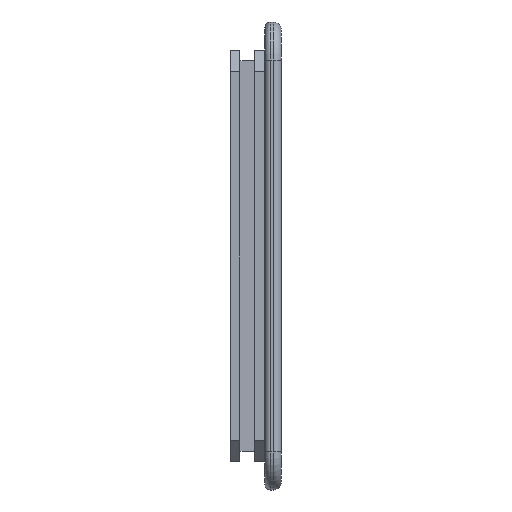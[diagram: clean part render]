
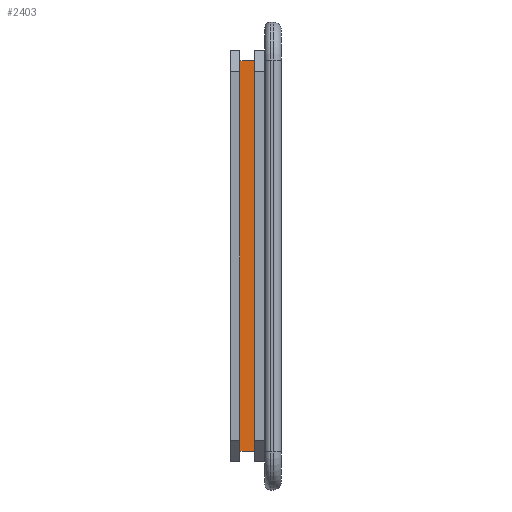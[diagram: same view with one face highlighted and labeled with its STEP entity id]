
A CAD part, left-side view. The second image highlights one B-rep face of the part: STEP entity #2403.
In plain terms, the highlighted planar face has unit normal (-1, 0, 0).
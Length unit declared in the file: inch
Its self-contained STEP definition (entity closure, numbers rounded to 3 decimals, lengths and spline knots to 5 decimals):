
#248 = CARTESIAN_POINT ( 'NONE',  ( 0.0715, 0.049, -0.0715 ) ) ;
#289 = VERTEX_POINT ( 'NONE', #1215 ) ;
#291 = DIRECTION ( 'NONE',  ( 0., 0., 1. ) ) ;
#294 = CARTESIAN_POINT ( 'NONE',  ( 0.0715, 0.049, -0.7885 ) ) ;
#506 = VECTOR ( 'NONE', #1328, 39.37008 ) ;
#533 = CARTESIAN_POINT ( 'NONE',  ( 0.0715, 0.076, -0.7885 ) ) ;
#703 = LINE ( 'NONE', #294, #1547 ) ;
#880 = PLANE ( 'NONE',  #2461 ) ;
#1089 = ORIENTED_EDGE ( 'NONE', *, *, #1251, .T. ) ;
#1215 = CARTESIAN_POINT ( 'NONE',  ( 0.0715, 0.076, -0.0715 ) ) ;
#1251 = EDGE_CURVE ( 'NONE', #3046, #289, #1998, .T. ) ;
#1286 = VECTOR ( 'NONE', #1738, 39.37008 ) ;
#1328 = DIRECTION ( 'NONE',  ( 0., 0., 1. ) ) ;
#1547 = VECTOR ( 'NONE', #3216, 39.37008 ) ;
#1738 = DIRECTION ( 'NONE',  ( 0., 1., 0. ) ) ;
#1839 = LINE ( 'NONE', #533, #506 ) ;
#1842 = VECTOR ( 'NONE', #2973, 39.37008 ) ;
#1946 = EDGE_CURVE ( 'NONE', #2939, #3046, #703, .T. ) ;
#1998 = LINE ( 'NONE', #2754, #1286 ) ;
#2081 = EDGE_CURVE ( 'NONE', #2939, #2860, #2759, .T. ) ;
#2169 = CARTESIAN_POINT ( 'NONE',  ( 0.0715, 0.049, -0.7885 ) ) ;
#2361 = EDGE_CURVE ( 'NONE', #2860, #289, #1839, .T. ) ;
#2403 = ADVANCED_FACE ( 'NONE', ( #3262 ), #880, .T. ) ;
#2426 = CARTESIAN_POINT ( 'NONE',  ( 0.0715, 0.049, -0.7885 ) ) ;
#2431 = ORIENTED_EDGE ( 'NONE', *, *, #2081, .F. ) ;
#2461 = AXIS2_PLACEMENT_3D ( 'NONE', #2426, #2725, #291 ) ;
#2675 = EDGE_LOOP ( 'NONE', ( #3062, #2431, #2811, #1089 ) ) ;
#2725 = DIRECTION ( 'NONE',  ( -1., 0., 0. ) ) ;
#2754 = CARTESIAN_POINT ( 'NONE',  ( 0.0715, 0.049, -0.0715 ) ) ;
#2759 = LINE ( 'NONE', #3231, #1842 ) ;
#2811 = ORIENTED_EDGE ( 'NONE', *, *, #1946, .T. ) ;
#2860 = VERTEX_POINT ( 'NONE', #3224 ) ;
#2939 = VERTEX_POINT ( 'NONE', #2169 ) ;
#2973 = DIRECTION ( 'NONE',  ( 0., 1., 0. ) ) ;
#3046 = VERTEX_POINT ( 'NONE', #248 ) ;
#3062 = ORIENTED_EDGE ( 'NONE', *, *, #2361, .F. ) ;
#3216 = DIRECTION ( 'NONE',  ( 0., 0., 1. ) ) ;
#3224 = CARTESIAN_POINT ( 'NONE',  ( 0.0715, 0.076, -0.7885 ) ) ;
#3231 = CARTESIAN_POINT ( 'NONE',  ( 0.0715, 0.049, -0.7885 ) ) ;
#3262 = FACE_OUTER_BOUND ( 'NONE', #2675, .T. ) ;
